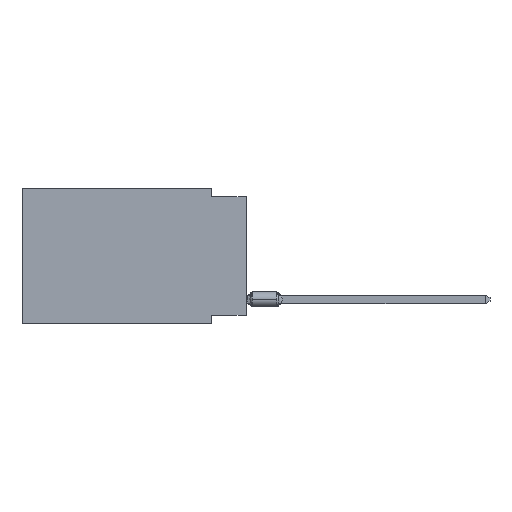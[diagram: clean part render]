
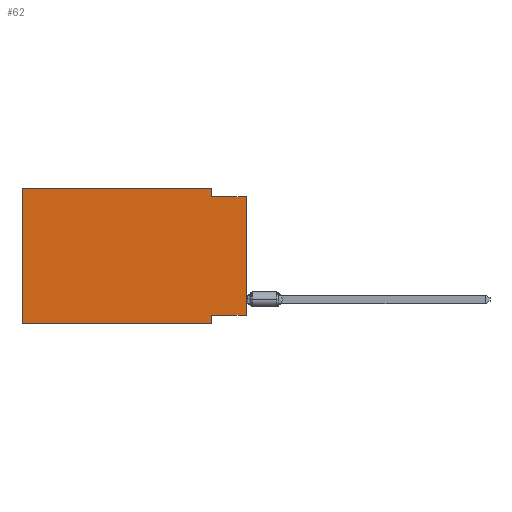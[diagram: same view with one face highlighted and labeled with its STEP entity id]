
A CAD part, left-side view. The second image highlights one B-rep face of the part: STEP entity #62.
In plain terms, the highlighted planar face has unit normal (-1, 0, 0).
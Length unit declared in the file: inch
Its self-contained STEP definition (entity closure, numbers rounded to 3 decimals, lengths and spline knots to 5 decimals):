
#62 = ADVANCED_FACE ( 'NONE', ( #6137 ), #13915, .F. ) ;
#278 = CARTESIAN_POINT ( 'NONE',  ( 0., 0.1, -0.39 ) ) ;
#411 = VECTOR ( 'NONE', #10567, 39.37008 ) ;
#521 = AXIS2_PLACEMENT_3D ( 'NONE', #21012, #17182, #15722 ) ;
#1071 = CARTESIAN_POINT ( 'NONE',  ( 0., 0.645, -0.39 ) ) ;
#1228 = CARTESIAN_POINT ( 'NONE',  ( 0., 0., -0.025 ) ) ;
#2626 = EDGE_CURVE ( 'NONE', #14569, #12158, #20176, .T. ) ;
#3011 = ORIENTED_EDGE ( 'NONE', *, *, #5588, .F. ) ;
#3331 = ORIENTED_EDGE ( 'NONE', *, *, #22573, .T. ) ;
#4398 = EDGE_CURVE ( 'NONE', #15650, #14835, #13590, .T. ) ;
#5588 = EDGE_CURVE ( 'NONE', #10066, #14835, #16726, .T. ) ;
#6137 = FACE_OUTER_BOUND ( 'NONE', #22185, .T. ) ;
#6160 = VECTOR ( 'NONE', #14818, 39.37008 ) ;
#6369 = VECTOR ( 'NONE', #7294, 39.37008 ) ;
#7294 = DIRECTION ( 'NONE',  ( 0., 0., 1. ) ) ;
#7303 = LINE ( 'NONE', #22179, #18651 ) ;
#7533 = CARTESIAN_POINT ( 'NONE',  ( 0., 0., 0. ) ) ;
#7575 = LINE ( 'NONE', #19920, #14012 ) ;
#7698 = ORIENTED_EDGE ( 'NONE', *, *, #4398, .T. ) ;
#7976 = CARTESIAN_POINT ( 'NONE',  ( 0., 0.645, -0.39 ) ) ;
#7985 = ORIENTED_EDGE ( 'NONE', *, *, #13325, .F. ) ;
#8611 = VERTEX_POINT ( 'NONE', #23359 ) ;
#9547 = CARTESIAN_POINT ( 'NONE',  ( 0., 0.1, 0. ) ) ;
#9903 = CARTESIAN_POINT ( 'NONE',  ( 0., 0.1, -0.365 ) ) ;
#10066 = VERTEX_POINT ( 'NONE', #9903 ) ;
#10263 = EDGE_CURVE ( 'NONE', #8611, #19691, #10361, .T. ) ;
#10361 = LINE ( 'NONE', #1228, #20201 ) ;
#10567 = DIRECTION ( 'NONE',  ( 0., -1., 0. ) ) ;
#12158 = VERTEX_POINT ( 'NONE', #9547 ) ;
#12220 = CARTESIAN_POINT ( 'NONE',  ( 0., 0.1, -0.39 ) ) ;
#12403 = DIRECTION ( 'NONE',  ( 0., -1., 0. ) ) ;
#13325 = EDGE_CURVE ( 'NONE', #19183, #10066, #22927, .T. ) ;
#13590 = LINE ( 'NONE', #7976, #19269 ) ;
#13915 = PLANE ( 'NONE',  #521 ) ;
#13935 = ORIENTED_EDGE ( 'NONE', *, *, #18451, .F. ) ;
#14012 = VECTOR ( 'NONE', #20036, 39.37008 ) ;
#14174 = CARTESIAN_POINT ( 'NONE',  ( 0., 0.645, 0. ) ) ;
#14569 = VERTEX_POINT ( 'NONE', #21941 ) ;
#14818 = DIRECTION ( 'NONE',  ( 0., 0., -1. ) ) ;
#14835 = VERTEX_POINT ( 'NONE', #12220 ) ;
#15650 = VERTEX_POINT ( 'NONE', #1071 ) ;
#15722 = DIRECTION ( 'NONE',  ( 0., 0., -1. ) ) ;
#16166 = DIRECTION ( 'NONE',  ( 0., 0., -1. ) ) ;
#16623 = LINE ( 'NONE', #7533, #6369 ) ;
#16726 = LINE ( 'NONE', #278, #6160 ) ;
#17182 = DIRECTION ( 'NONE',  ( 1., 0., 0. ) ) ;
#17788 = VECTOR ( 'NONE', #19547, 39.37008 ) ;
#17870 = CARTESIAN_POINT ( 'NONE',  ( 0., 0., -0.365 ) ) ;
#18083 = EDGE_CURVE ( 'NONE', #15650, #14569, #7575, .T. ) ;
#18327 = ORIENTED_EDGE ( 'NONE', *, *, #2626, .F. ) ;
#18451 = EDGE_CURVE ( 'NONE', #12158, #8611, #7303, .T. ) ;
#18651 = VECTOR ( 'NONE', #16166, 39.37008 ) ;
#18757 = CARTESIAN_POINT ( 'NONE',  ( 0., 0., -0.365 ) ) ;
#18771 = DIRECTION ( 'NONE',  ( 0., -1., 0. ) ) ;
#19183 = VERTEX_POINT ( 'NONE', #18757 ) ;
#19269 = VECTOR ( 'NONE', #18771, 39.37008 ) ;
#19547 = DIRECTION ( 'NONE',  ( 0., 1., 0. ) ) ;
#19691 = VERTEX_POINT ( 'NONE', #21553 ) ;
#19920 = CARTESIAN_POINT ( 'NONE',  ( 0., 0.645, 0. ) ) ;
#20036 = DIRECTION ( 'NONE',  ( 0., 0., 1. ) ) ;
#20176 = LINE ( 'NONE', #14174, #411 ) ;
#20201 = VECTOR ( 'NONE', #12403, 39.37008 ) ;
#20677 = ORIENTED_EDGE ( 'NONE', *, *, #10263, .F. ) ;
#20810 = ORIENTED_EDGE ( 'NONE', *, *, #18083, .F. ) ;
#21012 = CARTESIAN_POINT ( 'NONE',  ( 0., 0.645, 0. ) ) ;
#21553 = CARTESIAN_POINT ( 'NONE',  ( 0., 0., -0.025 ) ) ;
#21941 = CARTESIAN_POINT ( 'NONE',  ( 0., 0.645, 0. ) ) ;
#22179 = CARTESIAN_POINT ( 'NONE',  ( 0., 0.1, 0. ) ) ;
#22185 = EDGE_LOOP ( 'NONE', ( #3331, #20677, #13935, #18327, #20810, #7698, #3011, #7985 ) ) ;
#22573 = EDGE_CURVE ( 'NONE', #19183, #19691, #16623, .T. ) ;
#22927 = LINE ( 'NONE', #17870, #17788 ) ;
#23359 = CARTESIAN_POINT ( 'NONE',  ( 0., 0.1, -0.025 ) ) ;
